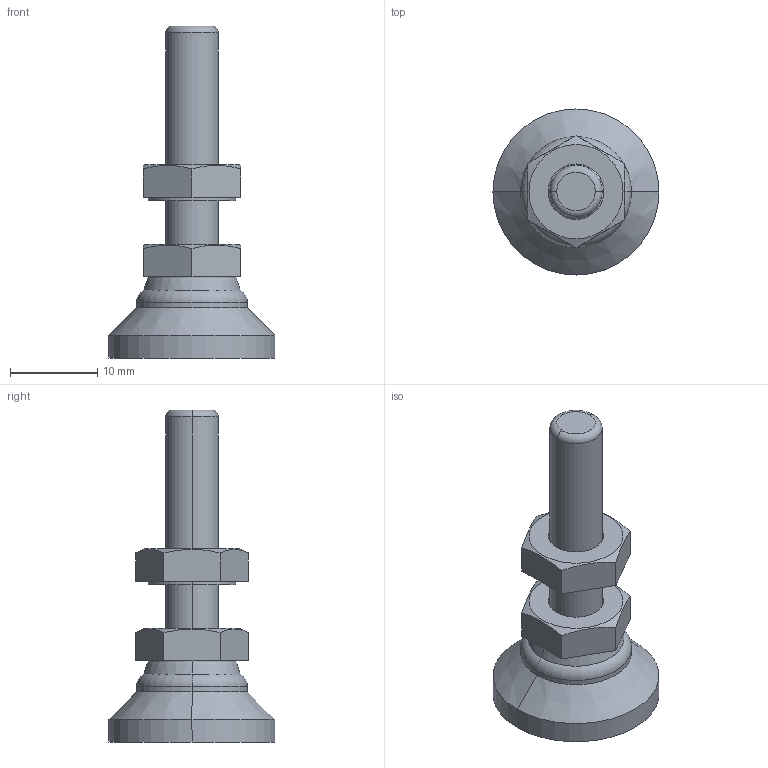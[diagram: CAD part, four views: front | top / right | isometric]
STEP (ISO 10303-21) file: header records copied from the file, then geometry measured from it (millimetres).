
FILE_DESCRIPTION((''),'2;1');
FILE_NAME('13FF8129.stp','2015-07-15T09:02:06',(''),(''),'Mechanical Desktop 2011','Mechanical Desktop 2011',', , ');
FILE_SCHEMA(('AUTOMOTIVE_DESIGN { 1 2 10303 214 1 1 1 1 }'));
Length unit declared in the file: inch
Products named in the file (1): Product
Bounding box: 19 x 19 x 38 mm (x, y, z)
Volume: 3203 mm3; surface area: 2166.6 mm2
Topology: 3 solids, 3 shells, 46 faces, 103 edges, 65 vertices
Faces by surface type: plane 20, cylinder 14, cone 6, torus 4, sphere 2
Entity records: 1327 total; most frequent: CARTESIAN_POINT 247, DIRECTION 224, ORIENTED_EDGE 206, EDGE_CURVE 103, AXIS2_PLACEMENT_3D 90, VERTEX_POINT 65, EDGE_LOOP 52, FACE_OUTER_BOUND 46
